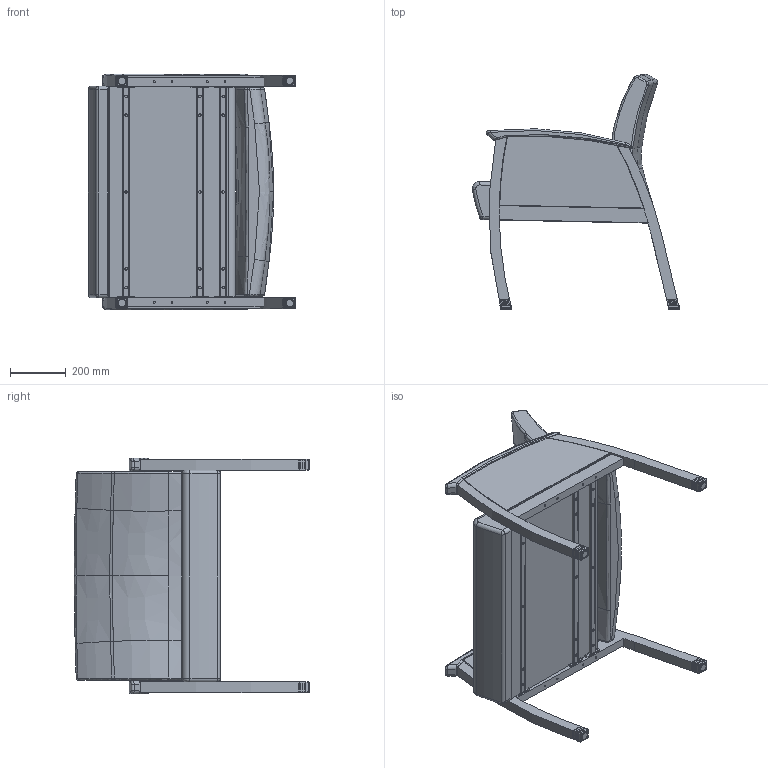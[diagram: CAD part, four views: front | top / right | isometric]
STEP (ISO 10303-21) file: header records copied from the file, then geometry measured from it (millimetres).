
FILE_DESCRIPTION(/* description */ (''),/* implementation_level */ '2;1');
FILE_NAME(/* name */ 'KOT10BPW.stp',/* time_stamp */ '2016-10-24T15:37:09-04:00',/* author */ ('emerkel'),/* organization */ (''),/* preprocessor_version */ 'ST-DEVELOPER v16.5',/* originating_system */ 'Autodesk Inventor 2017',/* authorisation */ '');
FILE_SCHEMA (('AUTOMOTIVE_DESIGN { 1 0 10303 214 3 1 1 }'));
Products named in the file (14): KOT10BPU & W; KOT ARML-1 BRZ; KOT ARMR-1 BRZ; KOT10-1 MAC BLK; KOT10B-1 USEAT; KOT10B UBACK; ST1X1.5X30; ST1X1.5X30_1; ST1X1.5X30_2; STUBE PLT-4; UPANEL KOT10; LEG CAP KOL-1; LEG CAP KOL-1_1; GLD BLK 5-16
Assembly tree (21 placements, depth 3):
  KOT10BPU & W
    KOT ARML-1 BRZ
    KOT ARMR-1 BRZ
    KOT10-1 MAC BLK  x2
    KOT10B-1 USEAT
    KOT10B UBACK
    ST1X1.5X30  x3
      ST1X1.5X30_1
      ST1X1.5X30_2
      STUBE PLT-4
    UPANEL KOT10  x2
    LEG CAP KOL-1  x4
      LEG CAP KOL-1_1
      GLD BLK 5-16
Bounding box: 745.04 x 846.55 x 847.73 mm (x, y, z)
Volume: 90763882.4 mm3; surface area: 3976832.2 mm2
Topology: 41 solids, 49 shells, 3082 faces, 6580 edges, 3640 vertices
Faces by surface type: cylinder 1045, bspline 725, plane 688, torus 546, sphere 74, cone 4
Full cylindrical faces by diameter (mm): 6.35 x38, 6.528 x8, 7.925 x8, 8.733 x24, 9.525 x30, 9.906 x4, 11.989 x4, 31.75 x4
Entity records: 42693 total; most frequent: CARTESIAN_POINT 21987, ORIENTED_EDGE 4194, DIRECTION 3929, EDGE_CURVE 2099, AXIS2_PLACEMENT_3D 1606, VERTEX_POINT 1227, EDGE_LOOP 1158, FACE_OUTER_BOUND 1002
